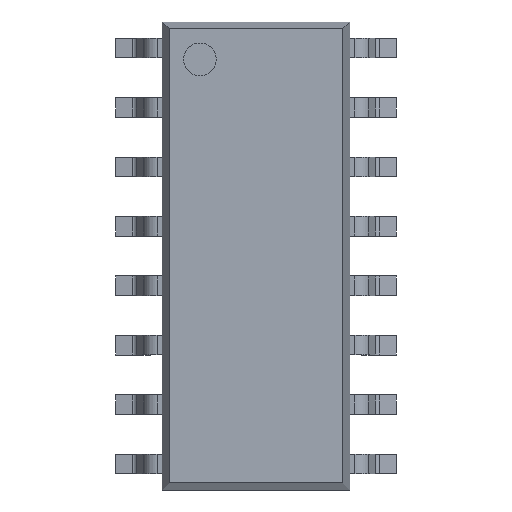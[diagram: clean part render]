
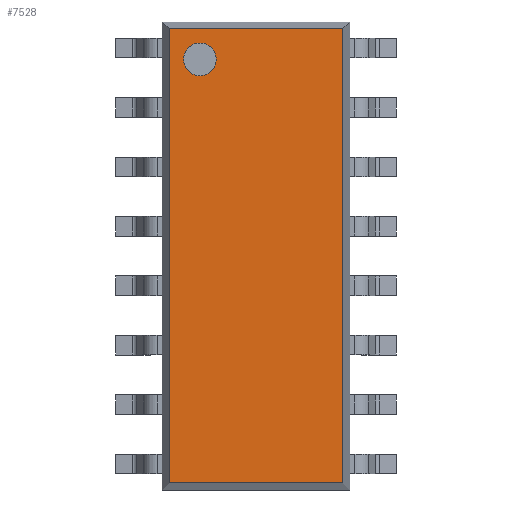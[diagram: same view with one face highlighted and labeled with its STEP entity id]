
A CAD part, top view. The second image highlights one B-rep face of the part: STEP entity #7528.
In plain terms, the highlighted planar face has unit normal (0, 0, 1).
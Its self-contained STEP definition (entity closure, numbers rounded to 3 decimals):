
#1560 = ORIENTED_EDGE ( 'NONE', *, *, #7478, .F. ) ;
#1561 = ORIENTED_EDGE ( 'NONE', *, *, #7477, .T. ) ;
#1562 = ORIENTED_EDGE ( 'NONE', *, *, #7476, .T. ) ;
#1563 = ORIENTED_EDGE ( 'NONE', *, *, #7475, .T. ) ;
#1564 = ORIENTED_EDGE ( 'NONE', *, *, #7474, .T. ) ;
#2148 = VERTEX_POINT ( 'NONE', #5381 ) ;
#2149 = VERTEX_POINT ( 'NONE', #5384 ) ;
#2151 = VERTEX_POINT ( 'NONE', #5385 ) ;
#2152 = VERTEX_POINT ( 'NONE', #5378 ) ;
#2547 = EDGE_LOOP ( 'NONE', ( #1561, #1562, #1563, #1564 ) ) ;
#2565 = EDGE_LOOP ( 'NONE', ( #1560 ) ) ;
#5378 = CARTESIAN_POINT ( 'NONE',  ( -4.851, -1.851, 1.75 ) ) ;
#5381 = CARTESIAN_POINT ( 'NONE',  ( 4.851, -1.851, 1.75 ) ) ;
#5384 = CARTESIAN_POINT ( 'NONE',  ( 4.851, 1.851, 1.75 ) ) ;
#5385 = CARTESIAN_POINT ( 'NONE',  ( -4.851, 1.851, 1.75 ) ) ;
#5750 = LINE ( 'NONE', #6326, #5759 ) ;
#5754 = LINE ( 'NONE', #6341, #5757 ) ;
#5757 = VECTOR ( 'NONE', #6343, 1000. ) ;
#5758 = LINE ( 'NONE', #6345, #5761 ) ;
#5759 = VECTOR ( 'NONE', #6344, 1000. ) ;
#5760 = LINE ( 'NONE', #6347, #5763 ) ;
#5761 = VECTOR ( 'NONE', #6346, 1000. ) ;
#5762 = CIRCLE ( 'NONE', #5962, 0.35 ) ;
#5763 = VECTOR ( 'NONE', #6348, 1000. ) ;
#5887 = FACE_BOUND ( 'NONE', #2565, .T. ) ;
#5891 = FACE_OUTER_BOUND ( 'NONE', #2547, .T. ) ;
#5962 = AXIS2_PLACEMENT_3D ( 'NONE', #6351, #6352, #6353 ) ;
#6033 = AXIS2_PLACEMENT_3D ( 'NONE', #6575, #6576, #6577 ) ;
#6326 = CARTESIAN_POINT ( 'NONE',  ( -4.851, 2., 1.75 ) ) ;
#6341 = CARTESIAN_POINT ( 'NONE',  ( 5., -1.851, 1.75 ) ) ;
#6343 = DIRECTION ( 'NONE',  ( 1., 0., 0. ) ) ;
#6344 = DIRECTION ( 'NONE',  ( 0., -1., 0. ) ) ;
#6345 = CARTESIAN_POINT ( 'NONE',  ( 5., 1.851, 1.75 ) ) ;
#6346 = DIRECTION ( 'NONE',  ( -1., 0., 0. ) ) ;
#6347 = CARTESIAN_POINT ( 'NONE',  ( 4.851, 2., 1.75 ) ) ;
#6348 = DIRECTION ( 'NONE',  ( 0., 1., 0. ) ) ;
#6351 = CARTESIAN_POINT ( 'NONE',  ( -4.2, -1.2, 1.75 ) ) ;
#6352 = DIRECTION ( 'NONE',  ( 0., 0., 1. ) ) ;
#6353 = DIRECTION ( 'NONE',  ( 1., 0., 0. ) ) ;
#6568 = PLANE ( 'NONE',  #6033 ) ;
#6575 = CARTESIAN_POINT ( 'NONE',  ( 5., 2., 1.75 ) ) ;
#6576 = DIRECTION ( 'NONE',  ( 0., 0., -1. ) ) ;
#6577 = DIRECTION ( 'NONE',  ( -1., 0., 0. ) ) ;
#6779 = VERTEX_POINT ( 'NONE', #7244 ) ;
#7244 = CARTESIAN_POINT ( 'NONE',  ( -3.85, -1.2, 1.75 ) ) ;
#7474 = EDGE_CURVE ( 'NONE', #2152, #2148, #5754, .T. ) ;
#7475 = EDGE_CURVE ( 'NONE', #2151, #2152, #5750, .T. ) ;
#7476 = EDGE_CURVE ( 'NONE', #2149, #2151, #5758, .T. ) ;
#7477 = EDGE_CURVE ( 'NONE', #2148, #2149, #5760, .T. ) ;
#7478 = EDGE_CURVE ( 'NONE', #6779, #6779, #5762, .T. ) ;
#7528 = ADVANCED_FACE ( 'NONE', ( #5887, #5891 ), #6568, .F. ) ;
